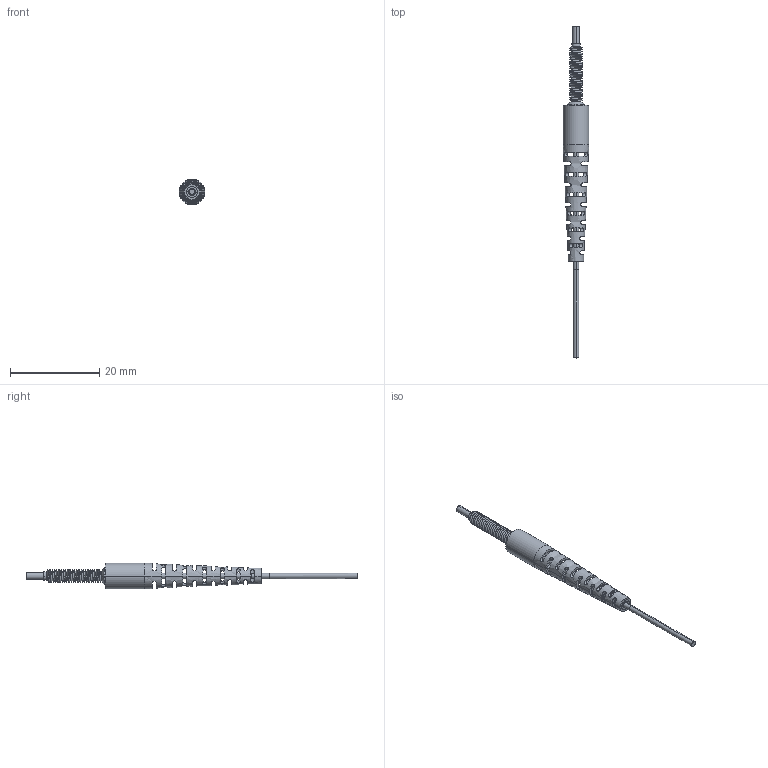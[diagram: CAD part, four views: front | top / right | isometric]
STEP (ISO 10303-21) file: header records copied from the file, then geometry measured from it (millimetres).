
FILE_DESCRIPTION((''),'2;1');
FILE_NAME('M3_REFLEX_SLEEVE_NEW','2018-05-14T',('User'),(''),'PRO/ENGINEER BY PARAMETRIC TECHNOLOGY CORPORATION, 2009440','PRO/ENGINEER BY PARAMETRIC TECHNOLOGY CORPORATION, 2009440','');
FILE_SCHEMA(('CONFIG_CONTROL_DESIGN'));
Length unit declared in the file: millimetre
Products named in the file (1): M3_REFLEX_SLEEVE_NEW
Bounding box: 5.8 x 74.45 x 5.8 mm (x, y, z)
Volume: 451.4 mm3; surface area: 1358.5 mm2
Topology: 2 solids, 2 shells, 190 faces, 627 edges, 425 vertices
Faces by surface type: cylinder 106, plane 59, bspline 12, cone 10, torus 2, extrusion 1
Entity records: 11881 total; most frequent: CARTESIAN_POINT 6595, ORIENTED_EDGE 1254, DIRECTION 917, EDGE_CURVE 627, VERTEX_POINT 425, AXIS2_PLACEMENT_3D 358, B_SPLINE_CURVE_WITH_KNOTS 247, EDGE_LOOP 224
